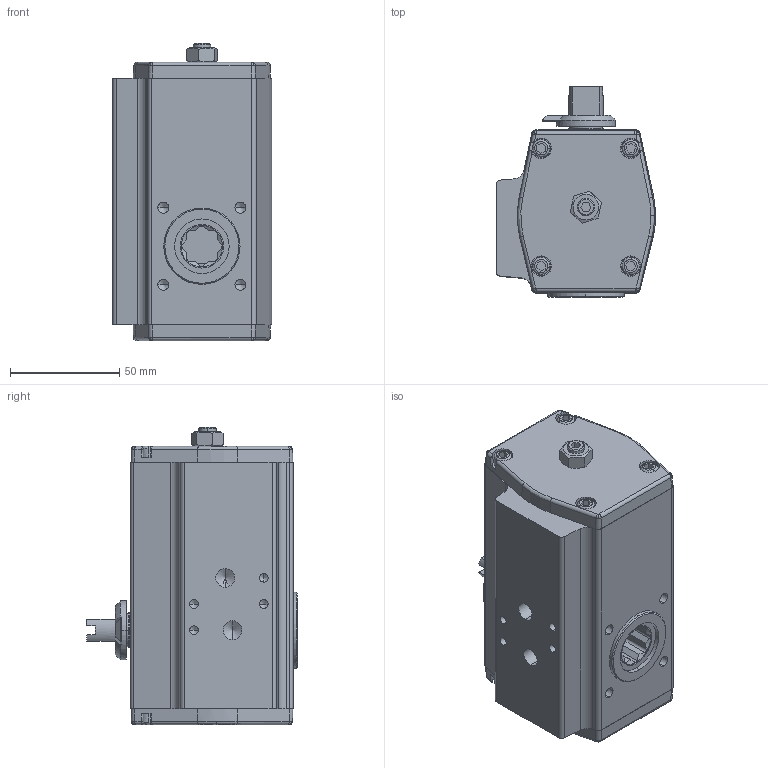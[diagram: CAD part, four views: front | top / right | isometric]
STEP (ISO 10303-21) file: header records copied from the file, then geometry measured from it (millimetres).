
FILE_DESCRIPTION (( 'STEP AP203' ), '1' );
FILE_NAME ('007326.STEP', '2018-02-14T08:03:23', ( '' ), ( '' ), 'SwSTEP 2.0', 'SolidWorks 2018', '' );
FILE_SCHEMA (( 'CONFIG_CONTROL_DESIGN' ));
Length unit declared in the file: millimetre
Products named in the file (1): 007326
Bounding box: 72.93 x 96.64 x 136.3 mm (x, y, z)
Volume: 596647.2 mm3; surface area: 54139.4 mm2
Topology: 1 solids, 11 shells, 480 faces, 1250 edges, 799 vertices
Faces by surface type: plane 190, cylinder 146, cone 105, bspline 39
Entity records: 18467 total; most frequent: CARTESIAN_POINT 6965, ORIENTED_EDGE 2432, DIRECTION 2307, EDGE_CURVE 1216, AXIS2_PLACEMENT_3D 867, VERTEX_POINT 799, VECTOR 573, LINE 573
